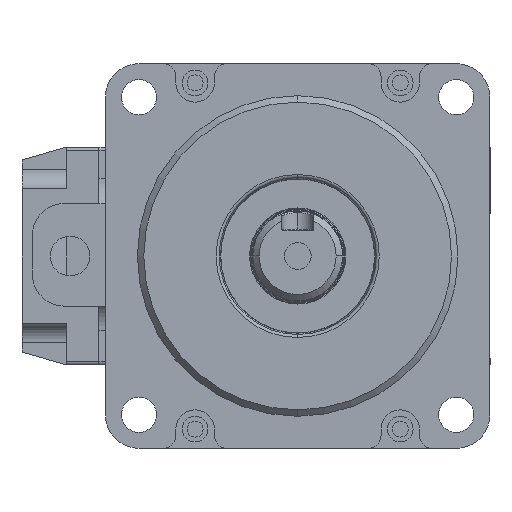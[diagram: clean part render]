
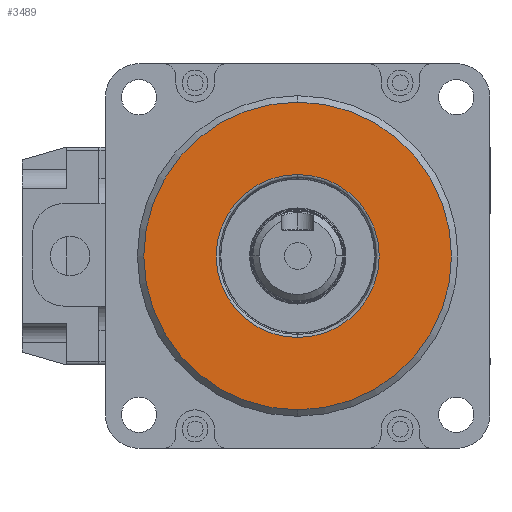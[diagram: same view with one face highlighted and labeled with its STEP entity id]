
A CAD part, left-side view. The second image highlights one B-rep face of the part: STEP entity #3489.
In plain terms, the highlighted planar face has unit normal (-1, 0, 0).
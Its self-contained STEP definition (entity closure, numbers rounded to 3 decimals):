
#12 = AXIS2_PLACEMENT_3D ( 'NONE', #9567, #15552, #9417 ) ;
#76 = AXIS2_PLACEMENT_3D ( 'NONE', #12059, #8303, #4516 ) ;
#236 = PLANE ( 'NONE',  #8936 ) ;
#666 = DIRECTION ( 'NONE',  ( 0., 0., 1. ) ) ;
#1004 = EDGE_CURVE ( 'NONE', #1582, #7574, #14961, .T. ) ;
#1157 = EDGE_CURVE ( 'NONE', #13664, #11088, #9885, .T. ) ;
#1582 = VERTEX_POINT ( 'NONE', #11912 ) ;
#2480 = CARTESIAN_POINT ( 'NONE',  ( 27., 0., -12.714 ) ) ;
#2949 = CARTESIAN_POINT ( 'NONE',  ( 27., 0., -24. ) ) ;
#3187 = CARTESIAN_POINT ( 'NONE',  ( 27., 0., 0. ) ) ;
#3489 = ADVANCED_FACE ( 'NONE', ( #13295, #10394 ), #236, .T. ) ;
#3645 = ORIENTED_EDGE ( 'NONE', *, *, #1004, .T. ) ;
#3791 = EDGE_LOOP ( 'NONE', ( #10005, #14419 ) ) ;
#3887 = DIRECTION ( 'NONE',  ( -1., 0., 0. ) ) ;
#4057 = CIRCLE ( 'NONE', #76, 12.714 ) ;
#4516 = DIRECTION ( 'NONE',  ( 0., 0., 1. ) ) ;
#4761 = DIRECTION ( 'NONE',  ( -1., 0., 0. ) ) ;
#4847 = CARTESIAN_POINT ( 'NONE',  ( 27., 0., 0. ) ) ;
#5836 = DIRECTION ( 'NONE',  ( 0., 0., 1. ) ) ;
#5846 = EDGE_CURVE ( 'NONE', #11088, #13664, #4057, .T. ) ;
#6134 = DIRECTION ( 'NONE',  ( 0., 0., 1. ) ) ;
#6208 = CIRCLE ( 'NONE', #10158, 24. ) ;
#6555 = CARTESIAN_POINT ( 'NONE',  ( 27., 0., 12.714 ) ) ;
#7574 = VERTEX_POINT ( 'NONE', #2949 ) ;
#7843 = EDGE_LOOP ( 'NONE', ( #13925, #3645 ) ) ;
#8303 = DIRECTION ( 'NONE',  ( 1., 0., 0. ) ) ;
#8936 = AXIS2_PLACEMENT_3D ( 'NONE', #4847, #3887, #6134 ) ;
#9208 = DIRECTION ( 'NONE',  ( -1., 0., 0. ) ) ;
#9417 = DIRECTION ( 'NONE',  ( 0., 0., 1. ) ) ;
#9567 = CARTESIAN_POINT ( 'NONE',  ( 27., 0., 0. ) ) ;
#9885 = CIRCLE ( 'NONE', #12, 12.714 ) ;
#10005 = ORIENTED_EDGE ( 'NONE', *, *, #5846, .T. ) ;
#10084 = EDGE_CURVE ( 'NONE', #7574, #1582, #6208, .T. ) ;
#10158 = AXIS2_PLACEMENT_3D ( 'NONE', #13244, #4761, #5836 ) ;
#10394 = FACE_OUTER_BOUND ( 'NONE', #7843, .T. ) ;
#11088 = VERTEX_POINT ( 'NONE', #6555 ) ;
#11912 = CARTESIAN_POINT ( 'NONE',  ( 27., 0., 24. ) ) ;
#12059 = CARTESIAN_POINT ( 'NONE',  ( 27., 0., 0. ) ) ;
#13244 = CARTESIAN_POINT ( 'NONE',  ( 27., 0., 0. ) ) ;
#13295 = FACE_BOUND ( 'NONE', #3791, .T. ) ;
#13664 = VERTEX_POINT ( 'NONE', #2480 ) ;
#13925 = ORIENTED_EDGE ( 'NONE', *, *, #10084, .T. ) ;
#14419 = ORIENTED_EDGE ( 'NONE', *, *, #1157, .T. ) ;
#14961 = CIRCLE ( 'NONE', #15258, 24. ) ;
#15258 = AXIS2_PLACEMENT_3D ( 'NONE', #3187, #9208, #666 ) ;
#15552 = DIRECTION ( 'NONE',  ( 1., 0., 0. ) ) ;
